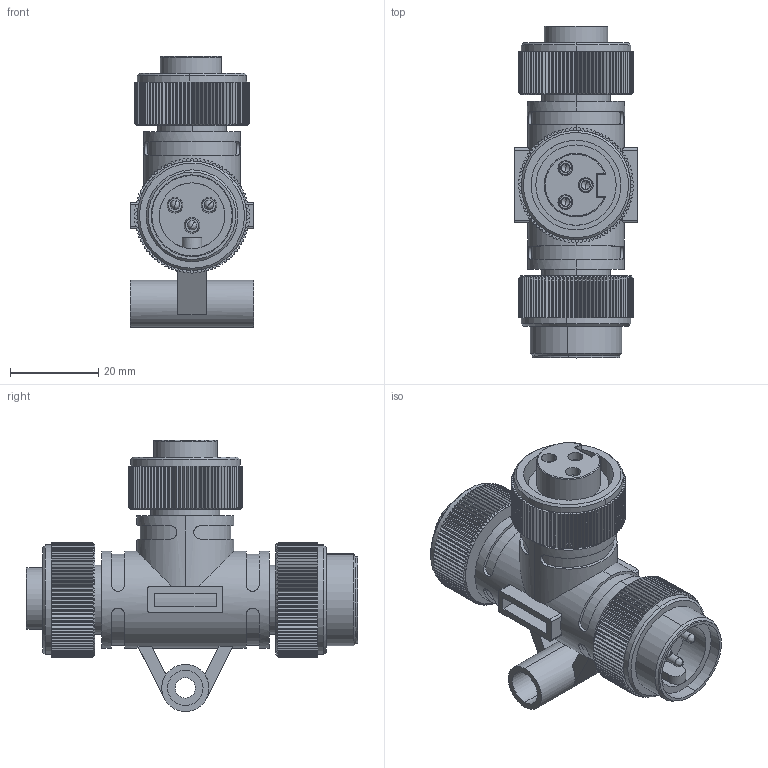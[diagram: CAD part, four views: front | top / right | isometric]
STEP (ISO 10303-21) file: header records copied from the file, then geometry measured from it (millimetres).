
FILE_DESCRIPTION((''),'2;1');
FILE_NAME('MZ3-2MK3_ASM','2019-04-25T',('Administrator'),(''),'PRO/ENGINEER BY PARAMETRIC TECHNOLOGY CORPORATION, 2012480','PRO/ENGINEER BY PARAMETRIC TECHNOLOGY CORPORATION, 2012480','');
FILE_SCHEMA(('CONFIG_CONTROL_DESIGN'));
Length unit declared in the file: millimetre
Products named in the file (1): MZ3-2MK3_ASM
Bounding box: 28 x 75.2 x 61.45 mm (x, y, z)
Volume: 37665.2 mm3; surface area: 25010.8 mm2
Topology: 1 solids, 29 shells, 1475 faces, 3964 edges, 2599 vertices
Faces by surface type: plane 779, cylinder 602, cone 86, bspline 6, torus 2
Entity records: 48120 total; most frequent: CARTESIAN_POINT 11081, ORIENTED_EDGE 7880, DIRECTION 7613, EDGE_CURVE 3940, AXIS2_PLACEMENT_3D 2810, VERTEX_POINT 2599, VECTOR 1993, LINE 1993
